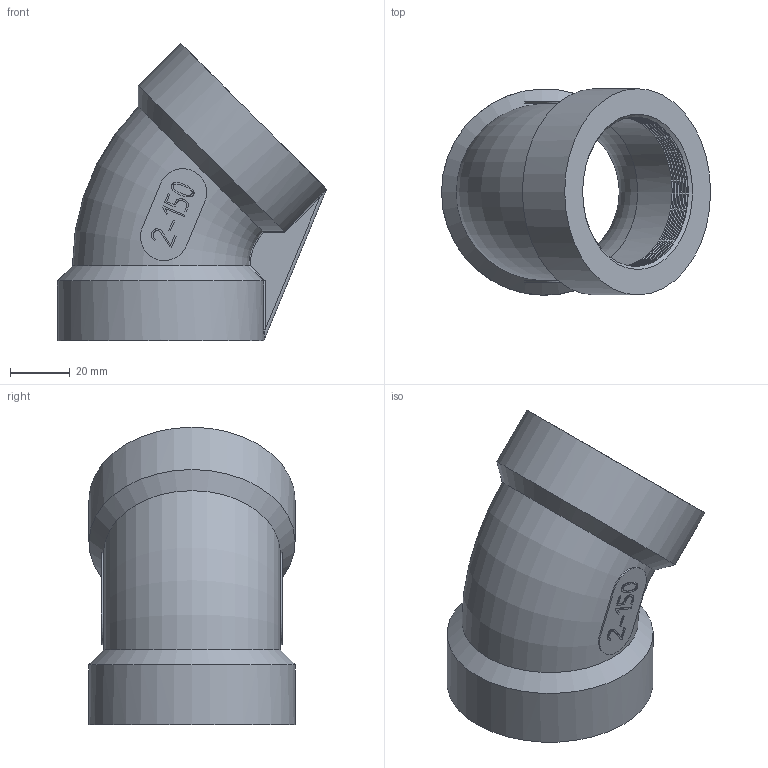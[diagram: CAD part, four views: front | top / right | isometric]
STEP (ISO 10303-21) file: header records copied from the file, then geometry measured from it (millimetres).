
FILE_DESCRIPTION(/* description */ ('Unknown'),/* implementation_level */ '2;1');
FILE_NAME(/* name */ 'DN50',/* time_stamp */ '2021-07-27T18:05:03+08:00',/* author */ ('Unknown'),/* organization */ ('Unknown'),/* preprocessor_version */ 'ST-DEVELOPER v16.7',/* originating_system */ 'DEX',/* authorisation */ $);
FILE_SCHEMA (('AUTOMOTIVE_DESIGN {1 0 10303 214 3 1 1}'));
Length unit declared in the file: millimetre
Products named in the file (1): DN50
Bounding box: 90.01 x 69 x 99.51 mm (x, y, z)
Volume: 112450.4 mm3; surface area: 39052.9 mm2
Topology: 3 solids, 3 shells, 130 faces, 326 edges, 212 vertices
Faces by surface type: plane 66, bspline 30, cylinder 26, cone 4, torus 4
Full cylindrical faces by diameter (mm): 50 x12, 69 x2
Entity records: 5845 total; most frequent: CARTESIAN_POINT 3284, ORIENTED_EDGE 566, DIRECTION 409, EDGE_CURVE 283, VERTEX_POINT 188, LINE 167, VECTOR 167, EDGE_LOOP 137
